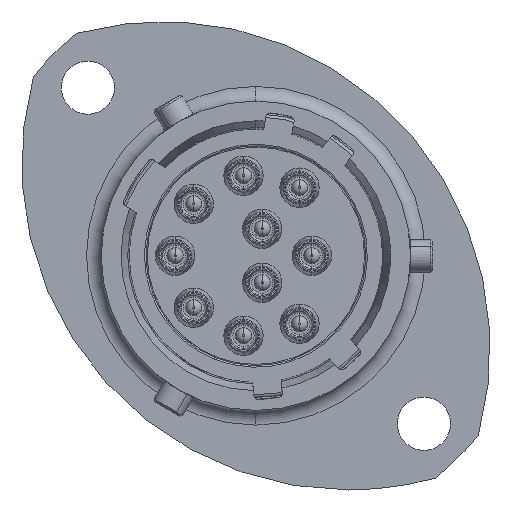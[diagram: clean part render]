
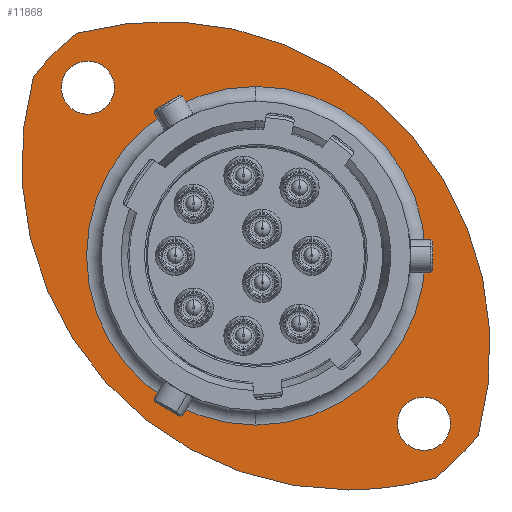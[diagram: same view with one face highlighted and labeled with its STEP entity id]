
A CAD part, left-side view. The second image highlights one B-rep face of the part: STEP entity #11868.
In plain terms, the highlighted planar face has unit normal (-1, 0, 0).
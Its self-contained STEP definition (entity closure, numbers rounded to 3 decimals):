
#320 = FACE_BOUND ( 'NONE', #19488, .T. ) ;
#986 = CIRCLE ( 'NONE', #12591, 20. ) ;
#1601 = CARTESIAN_POINT ( 'NONE',  ( 11.424, 2.944, 10.774 ) ) ;
#1742 = DIRECTION ( 'NONE',  ( -1., 0., 0. ) ) ;
#1784 = VERTEX_POINT ( 'NONE', #23841 ) ;
#2104 = DIRECTION ( 'NONE',  ( -1., 0., 0. ) ) ;
#2728 = ORIENTED_EDGE ( 'NONE', *, *, #16731, .F. ) ;
#3051 = DIRECTION ( 'NONE',  ( 1., 0., 0. ) ) ;
#3914 = EDGE_LOOP ( 'NONE', ( #17333, #2728 ) ) ;
#4073 = AXIS2_PLACEMENT_3D ( 'NONE', #9119, #24888, #11399 ) ;
#4196 = EDGE_LOOP ( 'NONE', ( #18426, #18028 ) ) ;
#4207 = ORIENTED_EDGE ( 'NONE', *, *, #12186, .T. ) ;
#4795 = EDGE_CURVE ( 'NONE', #25525, #14046, #16260, .T. ) ;
#5562 = ORIENTED_EDGE ( 'NONE', *, *, #27707, .T. ) ;
#5564 = CARTESIAN_POINT ( 'NONE',  ( 11.424, 2.944, 0.404 ) ) ;
#5882 = CARTESIAN_POINT ( 'NONE',  ( 11.424, -7.344, -9.884 ) ) ;
#5976 = AXIS2_PLACEMENT_3D ( 'NONE', #5882, #21725, #8194 ) ;
#5981 = CARTESIAN_POINT ( 'NONE',  ( 11.424, 2.944, 0.404 ) ) ;
#6792 = DIRECTION ( 'NONE',  ( 1., 0., 0. ) ) ;
#7220 = CARTESIAN_POINT ( 'NONE',  ( 11.424, 2.944, -9.966 ) ) ;
#7368 = VERTEX_POINT ( 'NONE', #1601 ) ;
#7821 = CIRCLE ( 'NONE', #10748, 17.5 ) ;
#7875 = DIRECTION ( 'NONE',  ( 0., 0., 1. ) ) ;
#8194 = DIRECTION ( 'NONE',  ( 0., 0., -1. ) ) ;
#8281 = DIRECTION ( 'NONE',  ( 0., 0., 1. ) ) ;
#8849 = ORIENTED_EDGE ( 'NONE', *, *, #9152, .T. ) ;
#8954 = DIRECTION ( 'NONE',  ( -1., 0., 0. ) ) ;
#9119 = CARTESIAN_POINT ( 'NONE',  ( 11.424, 2.944, 0.404 ) ) ;
#9152 = EDGE_CURVE ( 'NONE', #18211, #25525, #12925, .T. ) ;
#9907 = DIRECTION ( 'NONE',  ( -1., 0., 0. ) ) ;
#10748 = AXIS2_PLACEMENT_3D ( 'NONE', #5981, #21821, #8281 ) ;
#11133 = CIRCLE ( 'NONE', #4073, 10.37 ) ;
#11286 = PLANE ( 'NONE',  #23048 ) ;
#11399 = DIRECTION ( 'NONE',  ( 0., 0., -1. ) ) ;
#11706 = CARTESIAN_POINT ( 'NONE',  ( 11.424, 13.232, 10.693 ) ) ;
#11868 = ADVANCED_FACE ( 'NONE', ( #320, #18590, #23826, #24540 ), #11286, .F. ) ;
#12186 = EDGE_CURVE ( 'NONE', #1784, #13917, #7821, .T. ) ;
#12262 = VERTEX_POINT ( 'NONE', #19857 ) ;
#12591 = AXIS2_PLACEMENT_3D ( 'NONE', #26512, #13014, #28788 ) ;
#12829 = ORIENTED_EDGE ( 'NONE', *, *, #25881, .T. ) ;
#12925 = CIRCLE ( 'NONE', #24553, 17.5 ) ;
#13014 = DIRECTION ( 'NONE',  ( -1., 0., 0. ) ) ;
#13112 = AXIS2_PLACEMENT_3D ( 'NONE', #11706, #27486, #13990 ) ;
#13725 = EDGE_CURVE ( 'NONE', #21096, #22506, #20631, .T. ) ;
#13917 = VERTEX_POINT ( 'NONE', #25967 ) ;
#13990 = DIRECTION ( 'NONE',  ( 0., 0., -1. ) ) ;
#14046 = VERTEX_POINT ( 'NONE', #15245 ) ;
#14051 = AXIS2_PLACEMENT_3D ( 'NONE', #15516, #1742, #17771 ) ;
#14087 = CARTESIAN_POINT ( 'NONE',  ( 11.424, 13.934, 14.023 ) ) ;
#14336 = AXIS2_PLACEMENT_3D ( 'NONE', #22463, #8954, #24727 ) ;
#15140 = EDGE_CURVE ( 'NONE', #22506, #21096, #26068, .T. ) ;
#15245 = CARTESIAN_POINT ( 'NONE',  ( 11.424, -2.713, -13.939 ) ) ;
#15501 = CARTESIAN_POINT ( 'NONE',  ( 11.424, -7.344, -8.259 ) ) ;
#15516 = CARTESIAN_POINT ( 'NONE',  ( 11.424, 8.601, -5.253 ) ) ;
#15841 = CARTESIAN_POINT ( 'NONE',  ( 11.424, -7.344, -9.884 ) ) ;
#16094 = CIRCLE ( 'NONE', #26636, 1.625 ) ;
#16260 = CIRCLE ( 'NONE', #27596, 20. ) ;
#16550 = EDGE_CURVE ( 'NONE', #12262, #23531, #17524, .T. ) ;
#16726 = CARTESIAN_POINT ( 'NONE',  ( 11.424, 2.944, 0.404 ) ) ;
#16731 = EDGE_CURVE ( 'NONE', #23531, #12262, #16094, .T. ) ;
#17333 = ORIENTED_EDGE ( 'NONE', *, *, #16550, .F. ) ;
#17339 = EDGE_CURVE ( 'NONE', #14046, #1784, #986, .T. ) ;
#17524 = CIRCLE ( 'NONE', #5976, 1.625 ) ;
#17771 = DIRECTION ( 'NONE',  ( 0., 0., -1. ) ) ;
#18028 = ORIENTED_EDGE ( 'NONE', *, *, #13725, .F. ) ;
#18111 = DIRECTION ( 'NONE',  ( 0., 0., -1. ) ) ;
#18211 = VERTEX_POINT ( 'NONE', #14087 ) ;
#18426 = ORIENTED_EDGE ( 'NONE', *, *, #15140, .F. ) ;
#18590 = FACE_BOUND ( 'NONE', #4196, .T. ) ;
#18989 = DIRECTION ( 'NONE',  ( 0., 0., -1. ) ) ;
#19488 = EDGE_LOOP ( 'NONE', ( #29258, #12829 ) ) ;
#19813 = CARTESIAN_POINT ( 'NONE',  ( 11.424, 13.232, 9.068 ) ) ;
#19857 = CARTESIAN_POINT ( 'NONE',  ( 11.424, -7.344, -11.509 ) ) ;
#20364 = CARTESIAN_POINT ( 'NONE',  ( 11.424, 12.414, 0.404 ) ) ;
#20631 = CIRCLE ( 'NONE', #13112, 1.625 ) ;
#21096 = VERTEX_POINT ( 'NONE', #22829 ) ;
#21424 = DIRECTION ( 'NONE',  ( -1., 0., 0. ) ) ;
#21725 = DIRECTION ( 'NONE',  ( -1., 0., 0. ) ) ;
#21821 = DIRECTION ( 'NONE',  ( -1., 0., 0. ) ) ;
#22463 = CARTESIAN_POINT ( 'NONE',  ( 11.424, 13.232, 10.693 ) ) ;
#22506 = VERTEX_POINT ( 'NONE', #19813 ) ;
#22635 = DIRECTION ( 'NONE',  ( 0., 0., -1. ) ) ;
#22757 = EDGE_CURVE ( 'NONE', #23780, #7368, #29091, .T. ) ;
#22829 = CARTESIAN_POINT ( 'NONE',  ( 11.424, 13.232, 12.318 ) ) ;
#23048 = AXIS2_PLACEMENT_3D ( 'NONE', #20364, #6792, #22635 ) ;
#23383 = ORIENTED_EDGE ( 'NONE', *, *, #4795, .T. ) ;
#23417 = CARTESIAN_POINT ( 'NONE',  ( 11.424, -2.713, 6.061 ) ) ;
#23433 = CARTESIAN_POINT ( 'NONE',  ( 11.424, 16.563, 11.394 ) ) ;
#23531 = VERTEX_POINT ( 'NONE', #15501 ) ;
#23694 = EDGE_LOOP ( 'NONE', ( #23383, #27146, #4207, #5562, #8849 ) ) ;
#23780 = VERTEX_POINT ( 'NONE', #7220 ) ;
#23826 = FACE_BOUND ( 'NONE', #3914, .T. ) ;
#23841 = CARTESIAN_POINT ( 'NONE',  ( 11.424, -8.045, -13.215 ) ) ;
#24275 = CIRCLE ( 'NONE', #14051, 20. ) ;
#24540 = FACE_OUTER_BOUND ( 'NONE', #23694, .T. ) ;
#24553 = AXIS2_PLACEMENT_3D ( 'NONE', #5564, #21424, #7875 ) ;
#24727 = DIRECTION ( 'NONE',  ( 0., 0., -1. ) ) ;
#24888 = DIRECTION ( 'NONE',  ( 1., 0., 0. ) ) ;
#25525 = VERTEX_POINT ( 'NONE', #23433 ) ;
#25666 = DIRECTION ( 'NONE',  ( 0., 0., -1. ) ) ;
#25881 = EDGE_CURVE ( 'NONE', #7368, #23780, #11133, .T. ) ;
#25967 = CARTESIAN_POINT ( 'NONE',  ( 11.424, -10.675, -10.585 ) ) ;
#26068 = CIRCLE ( 'NONE', #14336, 1.625 ) ;
#26512 = CARTESIAN_POINT ( 'NONE',  ( 11.424, -2.713, 6.061 ) ) ;
#26636 = AXIS2_PLACEMENT_3D ( 'NONE', #15841, #2104, #18111 ) ;
#27146 = ORIENTED_EDGE ( 'NONE', *, *, #17339, .T. ) ;
#27486 = DIRECTION ( 'NONE',  ( -1., 0., 0. ) ) ;
#27596 = AXIS2_PLACEMENT_3D ( 'NONE', #23417, #9907, #25666 ) ;
#27707 = EDGE_CURVE ( 'NONE', #13917, #18211, #24275, .T. ) ;
#27988 = AXIS2_PLACEMENT_3D ( 'NONE', #16726, #3051, #18989 ) ;
#28788 = DIRECTION ( 'NONE',  ( 0., 0., -1. ) ) ;
#29091 = CIRCLE ( 'NONE', #27988, 10.37 ) ;
#29258 = ORIENTED_EDGE ( 'NONE', *, *, #22757, .T. ) ;
